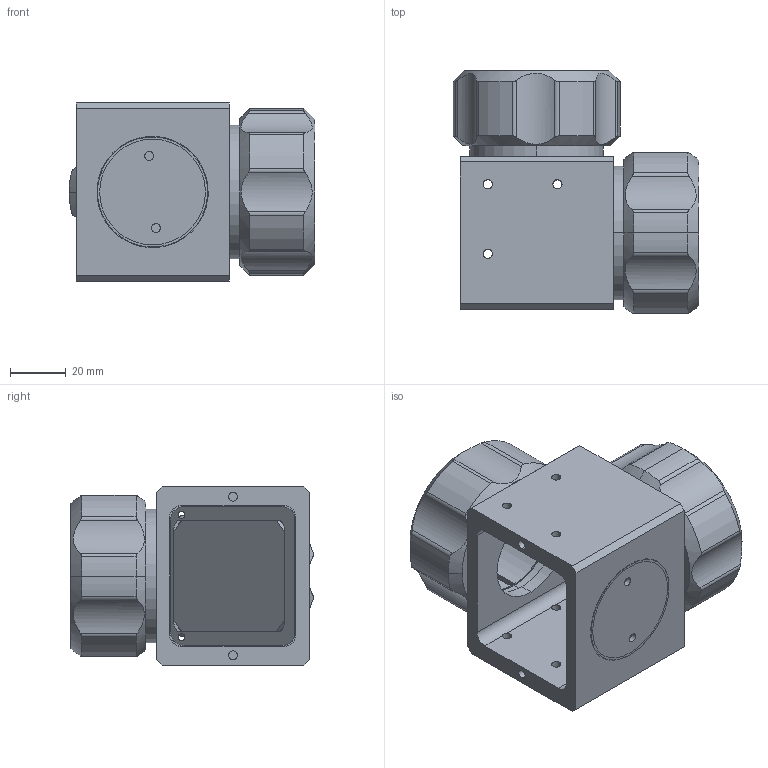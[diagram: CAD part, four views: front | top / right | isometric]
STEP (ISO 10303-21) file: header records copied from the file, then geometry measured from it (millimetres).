
FILE_DESCRIPTION (( 'STEP AP203' ), '1' );
FILE_NAME ('DP71652-B_CMBS016 .step', '2021-12-20T14:40:13', ( '' ), ( '' ), 'SwSTEP 2.0', 'SolidWorks 2021', '' );
FILE_SCHEMA (( 'CONFIG_CONTROL_DESIGN' ));
Length unit declared in the file: millimetre
Products named in the file (1): DP71652-B_CMBS016 
Bounding box: 88.34 x 87.23 x 64 mm (x, y, z)
Surface area: 53410 mm2 (no closed solid volume)
Topology: 0 solids, 10 shells, 164 faces, 497 edges, 344 vertices
Faces by surface type: cylinder 104, plane 39, cone 21
Entity records: 6562 total; most frequent: CARTESIAN_POINT 2042, DIRECTION 924, ORIENTED_EDGE 888, EDGE_CURVE 497, AXIS2_PLACEMENT_3D 358, VERTEX_POINT 344, VECTOR 208, LINE 208
